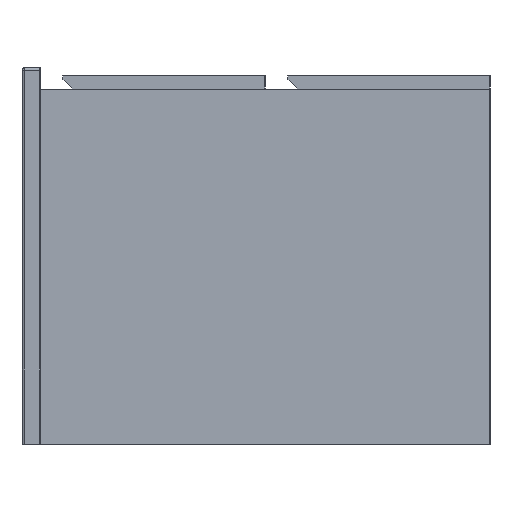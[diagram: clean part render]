
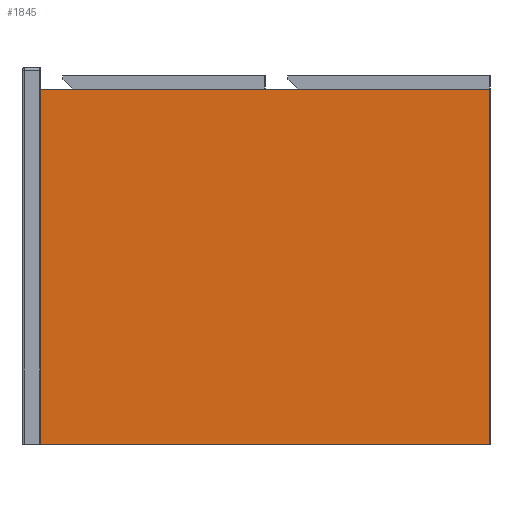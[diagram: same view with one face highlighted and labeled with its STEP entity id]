
A CAD part, left-side view. The second image highlights one B-rep face of the part: STEP entity #1845.
In plain terms, the highlighted planar face has unit normal (-1, 0, 0).
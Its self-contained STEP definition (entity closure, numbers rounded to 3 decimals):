
#126 = VECTOR ( 'NONE', #2712, 1000. ) ;
#341 = ORIENTED_EDGE ( 'NONE', *, *, #2333, .F. ) ;
#681 = ORIENTED_EDGE ( 'NONE', *, *, #3281, .T. ) ;
#693 = CARTESIAN_POINT ( 'NONE',  ( -444., -275., 434. ) ) ;
#876 = LINE ( 'NONE', #2975, #126 ) ;
#950 = CARTESIAN_POINT ( 'NONE',  ( -444., 275., 0. ) ) ;
#1164 = PLANE ( 'NONE',  #1782 ) ;
#1175 = ORIENTED_EDGE ( 'NONE', *, *, #3270, .F. ) ;
#1179 = ORIENTED_EDGE ( 'NONE', *, *, #3321, .T. ) ;
#1357 = FACE_OUTER_BOUND ( 'NONE', #1990, .T. ) ;
#1461 = VECTOR ( 'NONE', #1488, 1000. ) ;
#1488 = DIRECTION ( 'NONE',  ( 0., 1., 0. ) ) ;
#1621 = VECTOR ( 'NONE', #1711, 1000. ) ;
#1635 = VERTEX_POINT ( 'NONE', #3049 ) ;
#1711 = DIRECTION ( 'NONE',  ( 0., 0., -1. ) ) ;
#1720 = VERTEX_POINT ( 'NONE', #2387 ) ;
#1782 = AXIS2_PLACEMENT_3D ( 'NONE', #2902, #3002, #2008 ) ;
#1845 = ADVANCED_FACE ( 'NONE', ( #1357 ), #1164, .T. ) ;
#1966 = CARTESIAN_POINT ( 'NONE',  ( -444., 275., 0. ) ) ;
#1990 = EDGE_LOOP ( 'NONE', ( #341, #1175, #681, #1179 ) ) ;
#2008 = DIRECTION ( 'NONE',  ( 0., 0., 1. ) ) ;
#2287 = LINE ( 'NONE', #693, #1621 ) ;
#2333 = EDGE_CURVE ( 'NONE', #1635, #2865, #2361, .T. ) ;
#2361 = LINE ( 'NONE', #950, #2933 ) ;
#2387 = CARTESIAN_POINT ( 'NONE',  ( -444., -275., 434. ) ) ;
#2477 = DIRECTION ( 'NONE',  ( 0., 1., 0. ) ) ;
#2712 = DIRECTION ( 'NONE',  ( 0., 0., -1. ) ) ;
#2865 = VERTEX_POINT ( 'NONE', #1966 ) ;
#2902 = CARTESIAN_POINT ( 'NONE',  ( -444., 275., 434. ) ) ;
#2918 = CARTESIAN_POINT ( 'NONE',  ( -444., 275., 434. ) ) ;
#2933 = VECTOR ( 'NONE', #2477, 1000. ) ;
#2949 = CARTESIAN_POINT ( 'NONE',  ( -444., 275., 434. ) ) ;
#2975 = CARTESIAN_POINT ( 'NONE',  ( -444., 275., 434. ) ) ;
#3002 = DIRECTION ( 'NONE',  ( -1., 0., 0. ) ) ;
#3012 = VERTEX_POINT ( 'NONE', #2918 ) ;
#3018 = LINE ( 'NONE', #2949, #1461 ) ;
#3049 = CARTESIAN_POINT ( 'NONE',  ( -444., -275., 0. ) ) ;
#3270 = EDGE_CURVE ( 'NONE', #1720, #1635, #2287, .T. ) ;
#3281 = EDGE_CURVE ( 'NONE', #1720, #3012, #3018, .T. ) ;
#3321 = EDGE_CURVE ( 'NONE', #3012, #2865, #876, .T. ) ;
